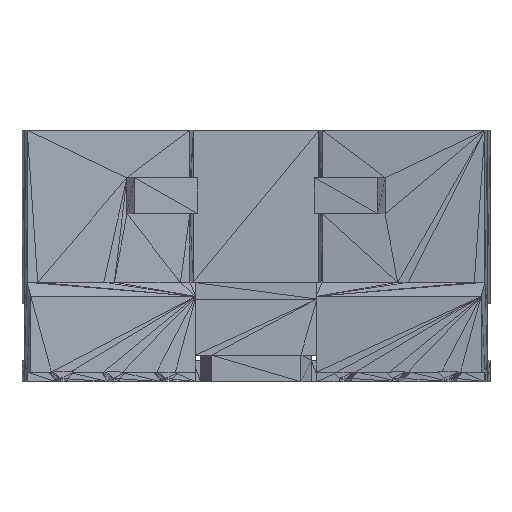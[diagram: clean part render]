
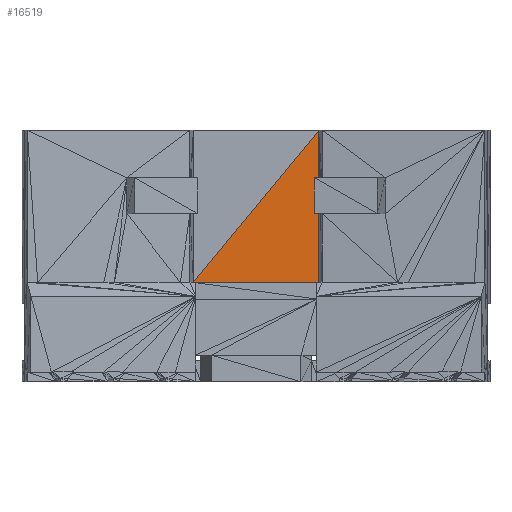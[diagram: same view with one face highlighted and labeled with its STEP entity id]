
A CAD part, top view. The second image highlights one B-rep face of the part: STEP entity #16519.
In plain terms, the highlighted planar face has unit normal (0, 0, 1).
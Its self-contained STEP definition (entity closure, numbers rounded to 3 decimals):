
#537=FACE_OUTER_BOUND('',#1983,.T.);
#1983=EDGE_LOOP('',(#11752,#11753,#11754));
#2925=LINE('',#24024,#5111);
#3808=LINE('',#25797,#5994);
#3809=LINE('',#25798,#5995);
#5111=VECTOR('',#18941,10.);
#5994=VECTOR('',#20852,10.);
#5995=VECTOR('',#20853,10.);
#7281=VERTEX_POINT('',#23988);
#7286=VERTEX_POINT('',#24008);
#7291=VERTEX_POINT('',#24023);
#8011=EDGE_CURVE('',#7291,#7286,#2925,.T.);
#8894=EDGE_CURVE('',#7281,#7286,#3808,.T.);
#8895=EDGE_CURVE('',#7281,#7291,#3809,.T.);
#11752=ORIENTED_EDGE('',*,*,#8894,.F.);
#11753=ORIENTED_EDGE('',*,*,#8895,.T.);
#11754=ORIENTED_EDGE('',*,*,#8011,.T.);
#15073=PLANE('',#17979);
#16519=ADVANCED_FACE('',(#537),#15073,.T.);
#17979=AXIS2_PLACEMENT_3D('',#25796,#20850,#20851);
#18941=DIRECTION('',(0.,1.,0.));
#20850=DIRECTION('center_axis',(0.,0.,1.));
#20851=DIRECTION('ref_axis',(1.,0.,0.));
#20852=DIRECTION('',(0.638,0.77,0.));
#20853=DIRECTION('',(1.,0.,0.));
#23988=CARTESIAN_POINT('',(80.974,47.,25.655));
#24008=CARTESIAN_POINT('',(140.63,119.,25.655));
#24023=CARTESIAN_POINT('',(140.63,47.,25.655));
#24024=CARTESIAN_POINT('',(140.63,47.,25.655));
#25796=CARTESIAN_POINT('Origin',(140.63,47.,25.655));
#25797=CARTESIAN_POINT('',(80.974,47.,25.655));
#25798=CARTESIAN_POINT('',(80.974,47.,25.655));
